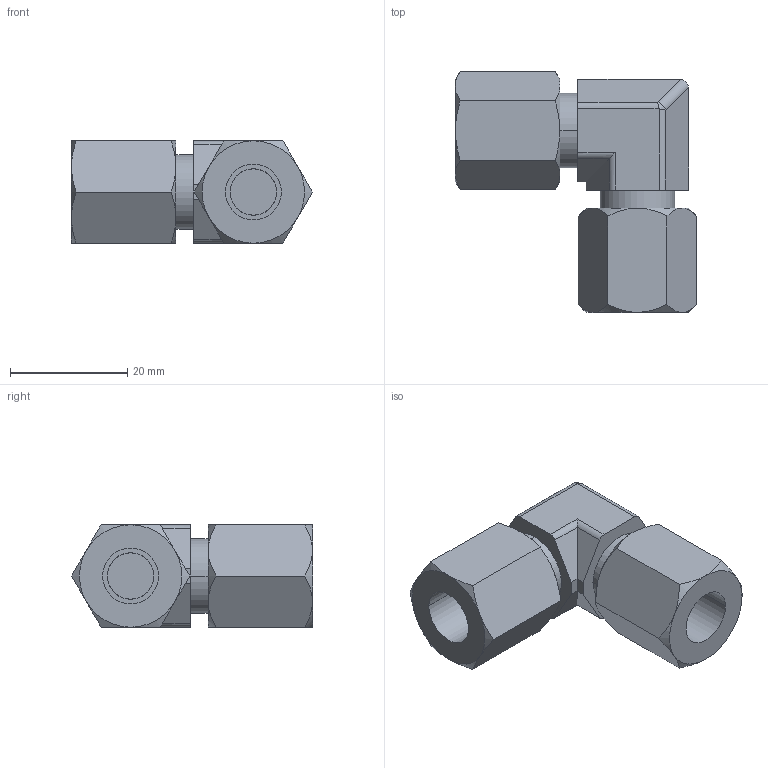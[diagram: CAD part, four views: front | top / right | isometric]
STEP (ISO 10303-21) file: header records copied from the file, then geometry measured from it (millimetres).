
FILE_DESCRIPTION((''),'2;1');
FILE_NAME('ILC30160066','2022-06-23T13:02:58',('rkuestersteffen'),(''),'CREO PARAMETRIC BY PTC INC, 2021164','CREO PARAMETRIC BY PTC INC, 2021164','');
FILE_SCHEMA(('AUTOMOTIVE_DESIGN { 1 0 10303 214 1 1 1 1 }'));
Length unit declared in the file: inch
Products named in the file (1): ILC30160066
Bounding box: 41.06 x 41.06 x 17.45 mm (x, y, z)
Volume: 11111.4 mm3; surface area: 6176.1 mm2
Topology: 1 solids, 1 shells, 89 faces, 201 edges, 120 vertices
Faces by surface type: plane 36, cylinder 27, cone 24, bspline 2
Entity records: 3602 total; most frequent: CARTESIAN_POINT 943, ORIENTED_EDGE 402, DIRECTION 394, PRESENTATION_STYLE_ASSIGNMENT 207, STYLED_ITEM 207, CURVE_STYLE 206, EDGE_CURVE 201, AXIS2_PLACEMENT_3D 156
